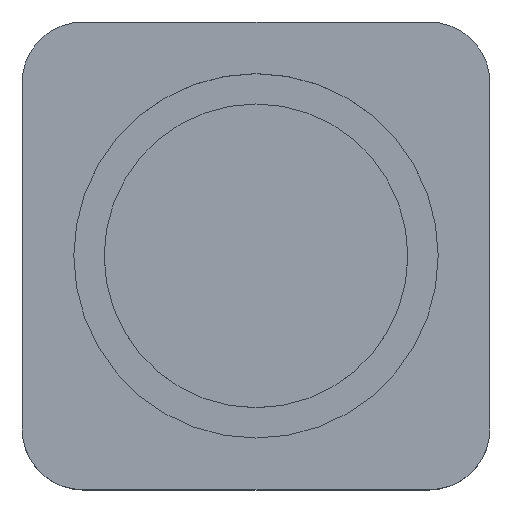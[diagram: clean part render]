
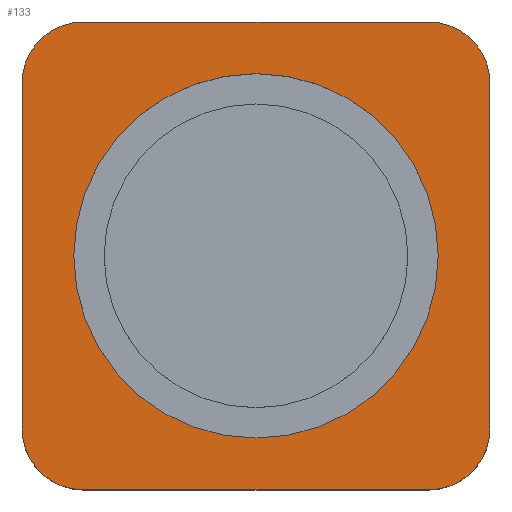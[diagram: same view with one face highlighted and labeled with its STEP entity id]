
A CAD part, top view. The second image highlights one B-rep face of the part: STEP entity #133.
In plain terms, the highlighted planar face has unit normal (0, 0, 1).
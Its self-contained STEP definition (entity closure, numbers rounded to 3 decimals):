
#10 = ORIENTED_EDGE ( 'NONE', *, *, #169, .F. ) ;
#11 = AXIS2_PLACEMENT_3D ( 'NONE', #700, #170, #788 ) ;
#23 = DIRECTION ( 'NONE',  ( 1., 0., 0. ) ) ;
#47 = LINE ( 'NONE', #1005, #590 ) ;
#84 = AXIS2_PLACEMENT_3D ( 'NONE', #489, #1096, #565 ) ;
#86 = DIRECTION ( 'NONE',  ( 0., 0., -1. ) ) ;
#90 = DIRECTION ( 'NONE',  ( -1., 0., 0. ) ) ;
#99 = CIRCLE ( 'NONE', #118, 0.5 ) ;
#109 = DIRECTION ( 'NONE',  ( 1., 0., 0. ) ) ;
#118 = AXIS2_PLACEMENT_3D ( 'NONE', #609, #86, #706 ) ;
#120 = CARTESIAN_POINT ( 'NONE',  ( -1.925, -1.925, 1.65 ) ) ;
#128 = DIRECTION ( 'NONE',  ( 0., 0., -1. ) ) ;
#133 = ADVANCED_FACE ( 'NONE', ( #389, #1067 ), #910, .T. ) ;
#141 = AXIS2_PLACEMENT_3D ( 'NONE', #467, #632, #109 ) ;
#149 = EDGE_CURVE ( 'NONE', #602, #862, #362, .T. ) ;
#159 = AXIS2_PLACEMENT_3D ( 'NONE', #1066, #539, #23 ) ;
#161 = CARTESIAN_POINT ( 'NONE',  ( 1.925, 1.925, 1.65 ) ) ;
#162 = ORIENTED_EDGE ( 'NONE', *, *, #542, .T. ) ;
#169 = EDGE_CURVE ( 'NONE', #887, #297, #840, .T. ) ;
#170 = DIRECTION ( 'NONE',  ( 0., 0., -1. ) ) ;
#184 = EDGE_CURVE ( 'NONE', #548, #833, #337, .T. ) ;
#191 = DIRECTION ( 'NONE',  ( 1., 0., 0. ) ) ;
#198 = AXIS2_PLACEMENT_3D ( 'NONE', #654, #128, #746 ) ;
#248 = DIRECTION ( 'NONE',  ( 0., 1., 0. ) ) ;
#297 = VERTEX_POINT ( 'NONE', #503 ) ;
#309 = EDGE_CURVE ( 'NONE', #548, #608, #595, .T. ) ;
#318 = AXIS2_PLACEMENT_3D ( 'NONE', #613, #796, #90 ) ;
#335 = CIRCLE ( 'NONE', #11, 1.5 ) ;
#337 = CIRCLE ( 'NONE', #318, 0.5 ) ;
#345 = EDGE_CURVE ( 'NONE', #660, #349, #335, .T. ) ;
#349 = VERTEX_POINT ( 'NONE', #518 ) ;
#362 = CIRCLE ( 'NONE', #198, 0.5 ) ;
#365 = EDGE_CURVE ( 'NONE', #830, #608, #99, .T. ) ;
#389 = FACE_OUTER_BOUND ( 'NONE', #826, .T. ) ;
#467 = CARTESIAN_POINT ( 'NONE',  ( 1.925, -1.925, 1.65 ) ) ;
#489 = CARTESIAN_POINT ( 'NONE',  ( -1.425, 1.425, 1.65 ) ) ;
#503 = CARTESIAN_POINT ( 'NONE',  ( -1.425, 1.925, 1.65 ) ) ;
#518 = CARTESIAN_POINT ( 'NONE',  ( -1.5, 0., 1.65 ) ) ;
#539 = DIRECTION ( 'NONE',  ( 0., 0., -1. ) ) ;
#542 = EDGE_CURVE ( 'NONE', #830, #297, #605, .T. ) ;
#548 = VERTEX_POINT ( 'NONE', #875 ) ;
#565 = DIRECTION ( 'NONE',  ( -1., 0., 0. ) ) ;
#590 = VECTOR ( 'NONE', #191, 1000. ) ;
#595 = LINE ( 'NONE', #770, #868 ) ;
#602 = VERTEX_POINT ( 'NONE', #980 ) ;
#605 = LINE ( 'NONE', #161, #1049 ) ;
#608 = VERTEX_POINT ( 'NONE', #718 ) ;
#609 = CARTESIAN_POINT ( 'NONE',  ( 1.425, 1.425, 1.65 ) ) ;
#612 = ORIENTED_EDGE ( 'NONE', *, *, #630, .T. ) ;
#613 = CARTESIAN_POINT ( 'NONE',  ( 1.425, -1.425, 1.65 ) ) ;
#630 = EDGE_CURVE ( 'NONE', #349, #660, #1098, .T. ) ;
#632 = DIRECTION ( 'NONE',  ( 0., 0., 1. ) ) ;
#651 = EDGE_LOOP ( 'NONE', ( #1047, #612 ) ) ;
#654 = CARTESIAN_POINT ( 'NONE',  ( -1.425, -1.425, 1.65 ) ) ;
#658 = CARTESIAN_POINT ( 'NONE',  ( -1.925, -1.425, 1.65 ) ) ;
#660 = VERTEX_POINT ( 'NONE', #808 ) ;
#700 = CARTESIAN_POINT ( 'NONE',  ( 0., 0., 1.65 ) ) ;
#701 = LINE ( 'NONE', #120, #733 ) ;
#706 = DIRECTION ( 'NONE',  ( -1., 0., 0. ) ) ;
#718 = CARTESIAN_POINT ( 'NONE',  ( 1.925, 1.425, 1.65 ) ) ;
#733 = VECTOR ( 'NONE', #1088, 1000. ) ;
#741 = CARTESIAN_POINT ( 'NONE',  ( 1.425, 1.925, 1.65 ) ) ;
#743 = ORIENTED_EDGE ( 'NONE', *, *, #781, .T. ) ;
#746 = DIRECTION ( 'NONE',  ( -1., 0., 0. ) ) ;
#770 = CARTESIAN_POINT ( 'NONE',  ( 1.925, -1.925, 1.65 ) ) ;
#780 = DIRECTION ( 'NONE',  ( -1., 0., 0. ) ) ;
#781 = EDGE_CURVE ( 'NONE', #887, #862, #701, .T. ) ;
#788 = DIRECTION ( 'NONE',  ( 1., 0., 0. ) ) ;
#789 = ORIENTED_EDGE ( 'NONE', *, *, #184, .F. ) ;
#793 = ORIENTED_EDGE ( 'NONE', *, *, #1022, .T. ) ;
#796 = DIRECTION ( 'NONE',  ( 0., 0., -1. ) ) ;
#808 = CARTESIAN_POINT ( 'NONE',  ( 1.5, 0., 1.65 ) ) ;
#826 = EDGE_LOOP ( 'NONE', ( #793, #789, #844, #914, #162, #10, #743, #1033 ) ) ;
#830 = VERTEX_POINT ( 'NONE', #741 ) ;
#833 = VERTEX_POINT ( 'NONE', #837 ) ;
#837 = CARTESIAN_POINT ( 'NONE',  ( 1.425, -1.925, 1.65 ) ) ;
#840 = CIRCLE ( 'NONE', #84, 0.5 ) ;
#844 = ORIENTED_EDGE ( 'NONE', *, *, #309, .T. ) ;
#862 = VERTEX_POINT ( 'NONE', #658 ) ;
#868 = VECTOR ( 'NONE', #248, 1000. ) ;
#875 = CARTESIAN_POINT ( 'NONE',  ( 1.925, -1.425, 1.65 ) ) ;
#887 = VERTEX_POINT ( 'NONE', #935 ) ;
#910 = PLANE ( 'NONE',  #141 ) ;
#914 = ORIENTED_EDGE ( 'NONE', *, *, #365, .F. ) ;
#935 = CARTESIAN_POINT ( 'NONE',  ( -1.925, 1.425, 1.65 ) ) ;
#980 = CARTESIAN_POINT ( 'NONE',  ( -1.425, -1.925, 1.65 ) ) ;
#1005 = CARTESIAN_POINT ( 'NONE',  ( 1.925, -1.925, 1.65 ) ) ;
#1022 = EDGE_CURVE ( 'NONE', #602, #833, #47, .T. ) ;
#1033 = ORIENTED_EDGE ( 'NONE', *, *, #149, .F. ) ;
#1047 = ORIENTED_EDGE ( 'NONE', *, *, #345, .T. ) ;
#1049 = VECTOR ( 'NONE', #780, 1000. ) ;
#1066 = CARTESIAN_POINT ( 'NONE',  ( 0., 0., 1.65 ) ) ;
#1067 = FACE_BOUND ( 'NONE', #651, .T. ) ;
#1088 = DIRECTION ( 'NONE',  ( 0., -1., 0. ) ) ;
#1096 = DIRECTION ( 'NONE',  ( 0., 0., -1. ) ) ;
#1098 = CIRCLE ( 'NONE', #159, 1.5 ) ;
